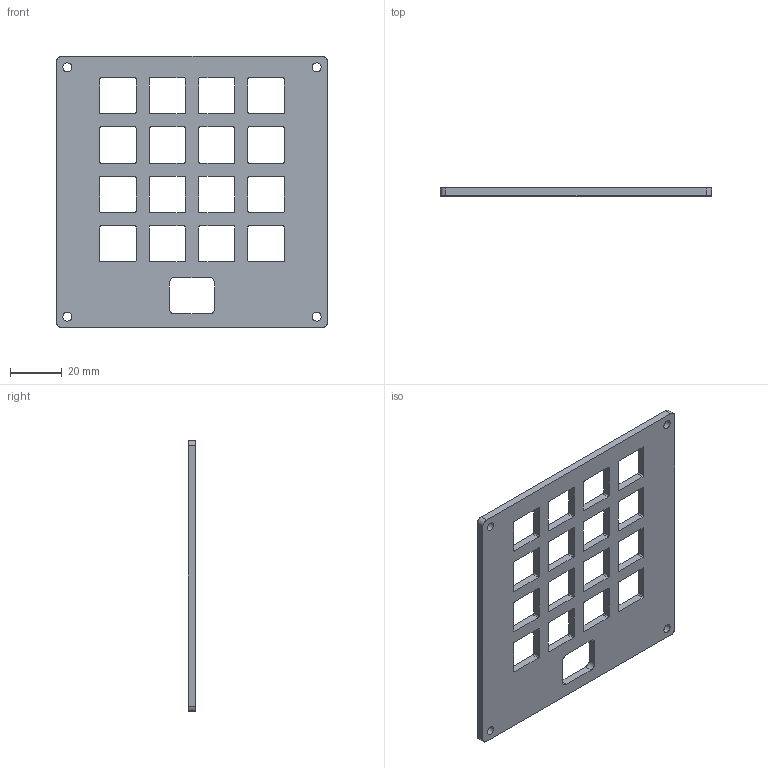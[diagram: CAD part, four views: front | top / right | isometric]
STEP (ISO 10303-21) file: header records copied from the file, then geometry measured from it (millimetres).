
FILE_DESCRIPTION(/* description */ ('STEP AP242','CAx-IF Rec.Pracs.---Representation and Presentation of Product Manufacturing Information (PMI)---4.0---2014-10-13','CAx-IF Rec.Pracs.---3D Tessellated Geometry---0.4---2014-09-14','2;1'),/* implementation_level */ '2;1');
FILE_NAME(/* name */ '67021864962e055e7d3e6aaa',/* time_stamp */ '2024-10-06T04:56:04Z',/* author */ (''),/* organization */ (''),/* preprocessor_version */ 'ST-DEVELOPER v20',/* originating_system */ ' ',/* authorisation */ ' ');
FILE_SCHEMA (('AP242_MANAGED_MODEL_BASED_3D_ENGINEERING_MIM_LF { 1 0 10303 442 1 1 4 }'));
Length unit declared in the file: metre
Products named in the file (1): Part 1
Bounding box: 104.6 x 3 x 104.6 mm (x, y, z)
Volume: 22581.8 mm3; surface area: 19253.1 mm2
Topology: 1 solids, 1 shells, 150 faces, 444 edges, 296 vertices
Faces by surface type: cylinder 76, plane 74
Full cylindrical faces by diameter (mm): 3.4 x4
Entity records: 5146 total; most frequent: DIRECTION 894, CARTESIAN_POINT 887, ORIENTED_EDGE 880, EDGE_CURVE 440, AXIS2_PLACEMENT_3D 303, VERTEX_POINT 296, LINE 288, VECTOR 288
